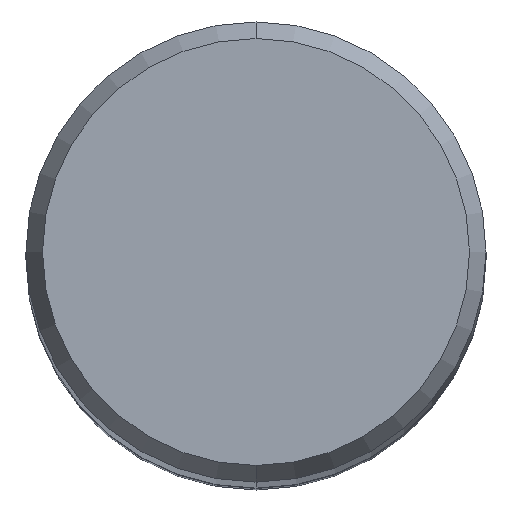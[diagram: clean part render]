
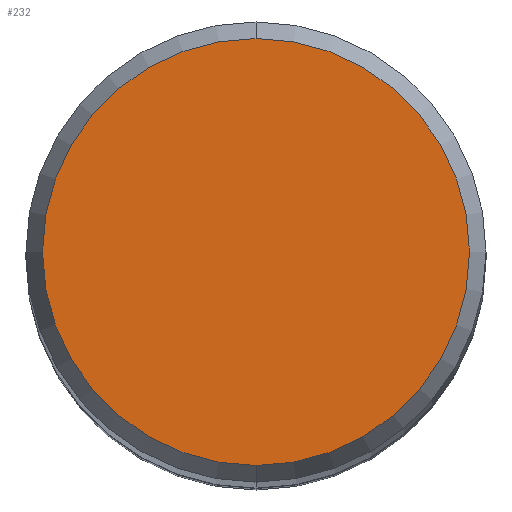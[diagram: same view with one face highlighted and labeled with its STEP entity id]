
A CAD part, top view. The second image highlights one B-rep face of the part: STEP entity #232.
In plain terms, the highlighted planar face has unit normal (0, 0, 1).
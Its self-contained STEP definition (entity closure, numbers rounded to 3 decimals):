
#232=ADVANCED_FACE('',(#570),#571,.T.);
#238=VERTEX_POINT('',#578);
#256=VERTEX_POINT('',#597);
#284=EDGE_CURVE('',#238,#256,#628,.T.);
#418=EDGE_CURVE('',#256,#238,#774,.T.);
#570=FACE_OUTER_BOUND('',#1002,.T.);
#571=PLANE('',#1003);
#578=CARTESIAN_POINT('',(0.,-2.946,0.0));
#597=CARTESIAN_POINT('',(0.0,2.946,0.0));
#628=CIRCLE('',#1111,2.946);
#774=CIRCLE('',#1373,2.946);
#1002=EDGE_LOOP('',(#1610,#1611));
#1003=AXIS2_PLACEMENT_3D('',#1612,#1613,#1614);
#1111=AXIS2_PLACEMENT_3D('',#1691,#1692,#1693);
#1373=AXIS2_PLACEMENT_3D('',#1840,#1841,#1842);
#1610=ORIENTED_EDGE('',*,*,#418,.F.);
#1611=ORIENTED_EDGE('',*,*,#284,.F.);
#1612=CARTESIAN_POINT('',(0.0,1.473,0.0));
#1613=DIRECTION('',(-0.0,0.0,1.0));
#1614=DIRECTION('',(0.0,-1.0,0.0));
#1691=CARTESIAN_POINT('',(0.0,0.0,0.0));
#1692=DIRECTION('',(0.0,0.0,-1.0));
#1693=DIRECTION('',(0.0,1.0,0.0));
#1840=CARTESIAN_POINT('',(0.0,0.0,0.0));
#1841=DIRECTION('',(0.0,0.0,-1.0));
#1842=DIRECTION('',(0.0,1.0,0.0));
